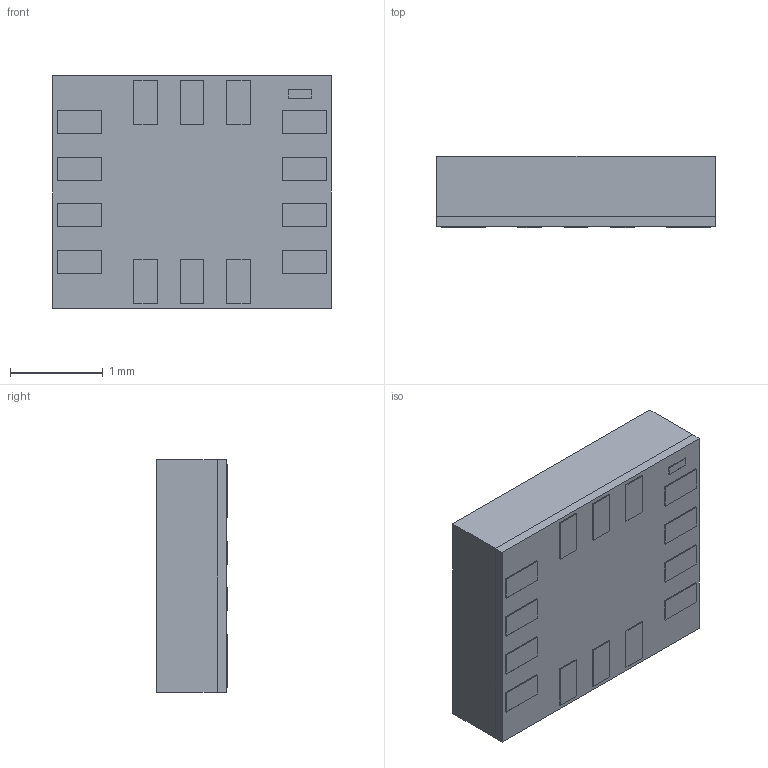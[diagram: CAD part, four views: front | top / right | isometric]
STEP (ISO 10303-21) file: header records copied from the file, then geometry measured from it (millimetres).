
FILE_DESCRIPTION (( 'STEP AP214' ), '1' );
FILE_NAME ('ICM-42670-P.STEP', '2022-02-26T20:11:05', ( 'ADMIN' ), ( '' ), 'SwSTEP 2.0', 'SolidWorks 2016', '' );
FILE_SCHEMA (( 'AUTOMOTIVE_DESIGN' ));
Length unit declared in the file: millimetre
Products named in the file (1): ICM-42670-P
Bounding box: 3 x 0.76 x 2.5 mm (x, y, z)
Volume: 5.6 mm3; surface area: 41.9 mm2
Topology: 17 solids, 17 shells, 172 faces, 372 edges, 248 vertices
Faces by surface type: plane 168, cylinder 2, bspline 2
Entity records: 5972 total; most frequent: CARTESIAN_POINT 866, ORIENTED_EDGE 744, DIRECTION 714, EDGE_CURVE 372, VECTOR 364, LINE 364, VERTEX_POINT 248, EDGE_LOOP 186
